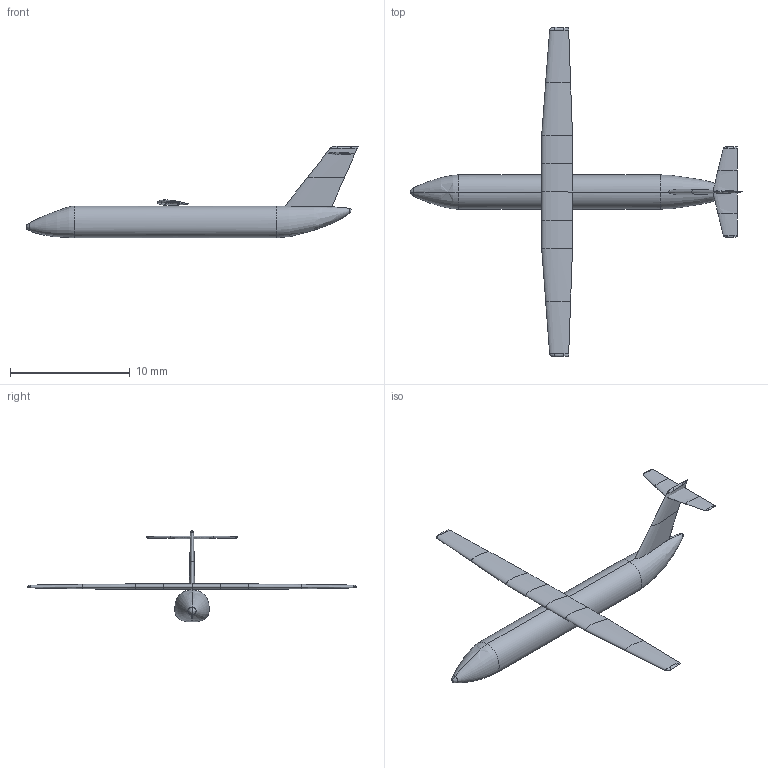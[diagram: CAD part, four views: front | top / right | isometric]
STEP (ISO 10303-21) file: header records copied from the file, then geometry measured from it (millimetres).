
FILE_DESCRIPTION(('Open CASCADE Model'),'2;1');
FILE_NAME('Open CASCADE Shape Model','2018-01-30T00:39:01',('Author'),( 'Open CASCADE'),'Open CASCADE STEP processor 7.0','Open CASCADE 7.0' ,'Unknown');
FILE_SCHEMA(('AUTOMOTIVE_DESIGN { 1 0 10303 214 1 1 1 1 }'));
Length unit declared in the file: millimetre
Products named in the file (4): Open CASCADE STEP translator 7.0 1; Open CASCADE STEP translator 7.0 2; Open CASCADE STEP translator 7.0 3; Open CASCADE STEP translator 7.0 4
Bounding box: 27.73 x 27.54 x 7.66 mm (x, y, z)
Volume: 18.7 mm3; surface area: 402.6 mm2
Topology: 3 solids, 5 shells, 98 faces, 203 edges, 109 vertices
Faces by surface type: bspline 65, plane 33
Entity records: 30941 total; most frequent: CARTESIAN_POINT 27776, ORIENTED_EDGE 378, PCURVE 378, DEFINITIONAL_REPRESENTATION 378, DIRECTION 311, B_SPLINE_CURVE_WITH_KNOTS 287, LINE 243, VECTOR 243
